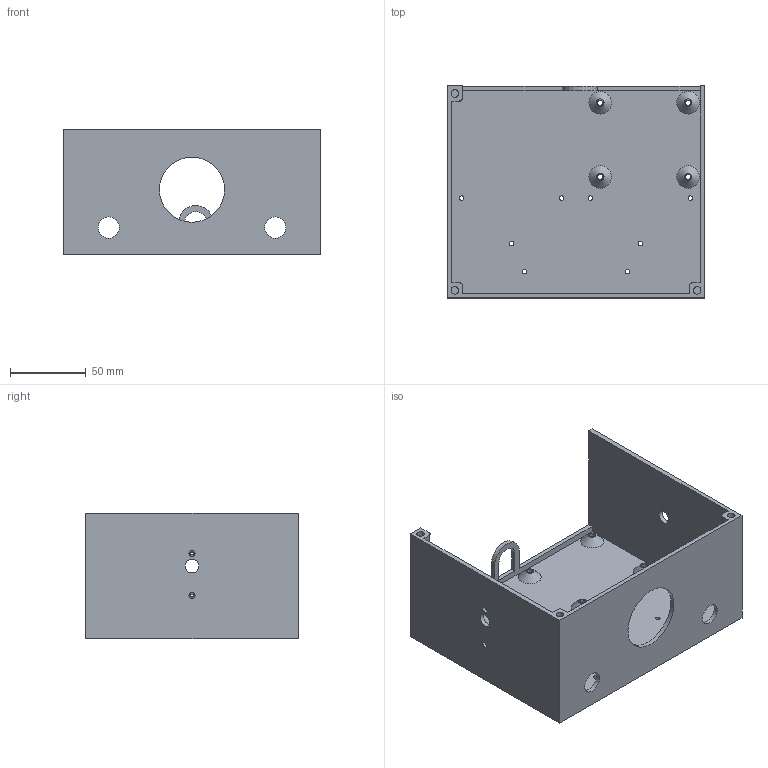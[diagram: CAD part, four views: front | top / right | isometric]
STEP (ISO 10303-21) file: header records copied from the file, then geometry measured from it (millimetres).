
FILE_DESCRIPTION(/* description */ (''),/* implementation_level */ '2;1');
FILE_NAME(/* name */ 'enclosure_v2.step',/* time_stamp */ '2025-06-17T16:32:24+02:00',/* author */ (''),/* organization */ (''),/* preprocessor_version */ 'ST-DEVELOPER v20',/* originating_system */ 'Autodesk Translation Framework v13.14.0.145',/* authorisation */ '');
FILE_SCHEMA (('AUTOMOTIVE_DESIGN { 1 0 10303 214 3 1 1 }'));
Length unit declared in the file: millimetre
Products named in the file (1): enclosure_v2
Bounding box: 170 x 140 x 83 mm (x, y, z)
Volume: 184508.9 mm3; surface area: 125494.7 mm2
Topology: 1 solids, 1 shells, 72 faces, 177 edges, 118 vertices
Faces by surface type: plane 35, cylinder 33, cone 4
Full cylindrical faces by diameter (mm): 2 x4, 3 x8, 3.5 x4, 4 x4, 5 x3, 9 x2, 14 x2, 43 x1
Entity records: 2276 total; most frequent: DIRECTION 397, CARTESIAN_POINT 368, ORIENTED_EDGE 354, EDGE_CURVE 177, AXIS2_PLACEMENT_3D 147, EDGE_LOOP 127, VERTEX_POINT 118, LINE 103
